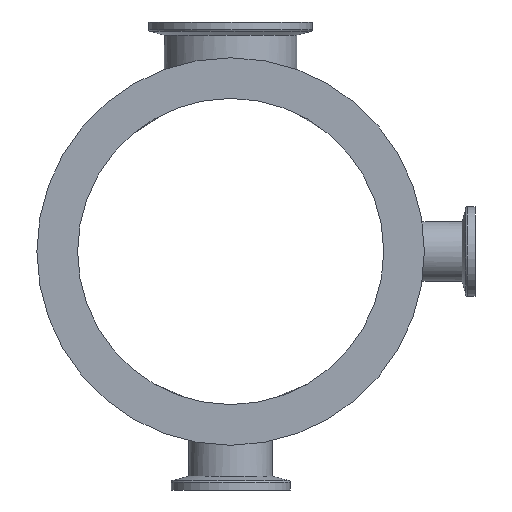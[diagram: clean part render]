
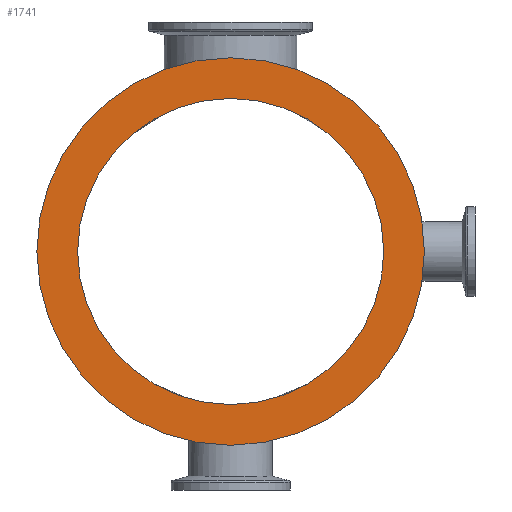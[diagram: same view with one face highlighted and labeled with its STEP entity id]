
A CAD part, front view. The second image highlights one B-rep face of the part: STEP entity #1741.
In plain terms, the highlighted planar face has unit normal (0, -1, 0).
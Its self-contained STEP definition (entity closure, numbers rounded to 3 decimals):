
#1707=CARTESIAN_POINT('',(65.0,0.0,0.0));
#1708=VERTEX_POINT('',#1707);
#1709=CARTESIAN_POINT('',(0.0,0.0,0.0));
#1710=DIRECTION('',(0.0,-1.0,0.0));
#1711=DIRECTION('',(1.0,0.0,0.0));
#1712=AXIS2_PLACEMENT_3D('',#1709,#1710,#1711);
#1713=CIRCLE('',#1712,65.0);
#1714=EDGE_CURVE('',#1708,#1708,#1713,.T.);
#1722=CARTESIAN_POINT('',(32.5,0.0,0.0));
#1723=DIRECTION('',(0.0,-1.0,0.0));
#1724=DIRECTION('',(0.0,0.0,-1.0));
#1725=AXIS2_PLACEMENT_3D('',#1722,#1723,#1724);
#1726=PLANE('',#1725);
#1727=ORIENTED_EDGE('',*,*,#1714,.T.);
#1728=EDGE_LOOP('',(#1727));
#1729=FACE_OUTER_BOUND('',#1728,.T.);
#1730=CARTESIAN_POINT('',(51.35,0.0,0.));
#1731=VERTEX_POINT('',#1730);
#1732=CARTESIAN_POINT('',(0.0,0.0,0.0));
#1733=DIRECTION('',(0.0,1.0,0.0));
#1734=DIRECTION('',(-1.0,0.0,0.0));
#1735=AXIS2_PLACEMENT_3D('',#1732,#1733,#1734);
#1736=CIRCLE('',#1735,51.35);
#1737=EDGE_CURVE('',#1731,#1731,#1736,.T.);
#1738=ORIENTED_EDGE('',*,*,#1737,.T.);
#1739=EDGE_LOOP('',(#1738));
#1740=FACE_BOUND('',#1739,.T.);
#1741=ADVANCED_FACE('',(#1729,#1740),#1726,.T.);
